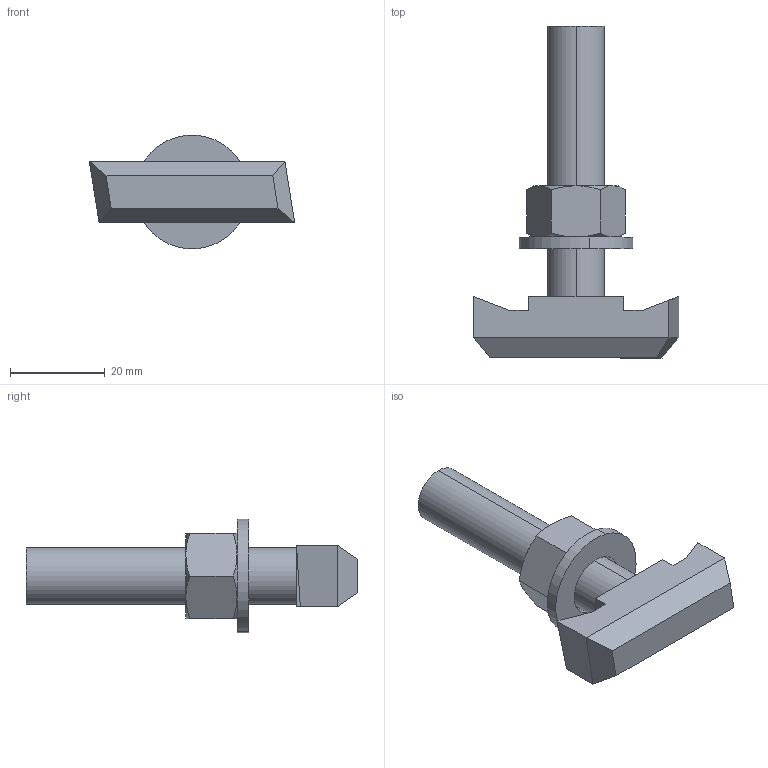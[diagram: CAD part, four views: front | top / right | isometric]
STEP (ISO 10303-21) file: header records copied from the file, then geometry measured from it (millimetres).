
FILE_DESCRIPTION (( 'STEP AP214' ), '1' );
FILE_NAME ('1148280.STEP', '2026-03-13T08:29:57', ( '' ), ( '' ), 'SwSTEP 2.0', 'SolidWorks 2024', '' );
FILE_SCHEMA (( 'AUTOMOTIVE_DESIGN' ));
Length unit declared in the file: millimetre
Products named in the file (4): 106410_M12x60; 1148280; 018963_Washer ISO 7089 - 12; 018965_Hexagon Nut ISO - 4032 - M12 - D - N
Assembly tree (3 placements, depth 2):
  1148280
    106410_M12x60
    018963_Washer ISO 7089 - 12
    018965_Hexagon Nut ISO - 4032 - M12 - D - N
Bounding box: 43.3 x 70 x 23.94 mm (x, y, z)
Volume: 15097.2 mm3; surface area: 6692 mm2
Topology: 3 solids, 3 shells, 47 faces, 104 edges, 64 vertices
Faces by surface type: plane 27, cone 12, cylinder 8
Entity records: 1495 total; most frequent: CARTESIAN_POINT 357, DIRECTION 214, ORIENTED_EDGE 208, EDGE_CURVE 104, AXIS2_PLACEMENT_3D 81, VERTEX_POINT 64, VECTOR 52, EDGE_LOOP 52
